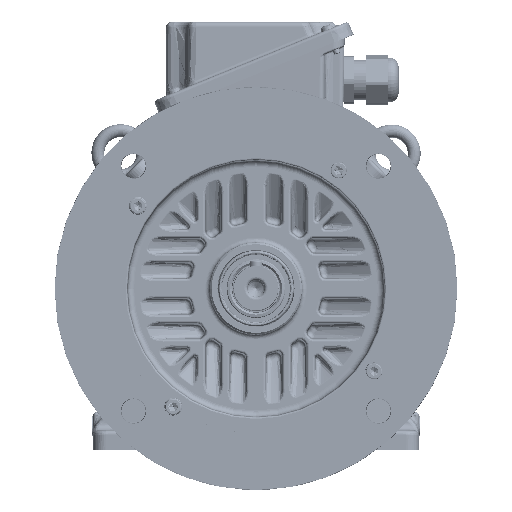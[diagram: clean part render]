
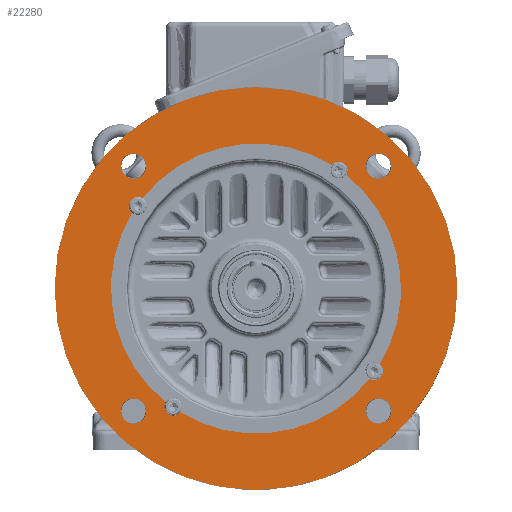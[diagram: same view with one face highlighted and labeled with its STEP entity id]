
A CAD part, top view. The second image highlights one B-rep face of the part: STEP entity #22280.
In plain terms, the highlighted planar face has unit normal (0, 0, 1).
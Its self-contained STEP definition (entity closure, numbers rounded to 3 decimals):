
#8848=PLANE('',#86143);
#9538=FACE_BOUND('',#31616,.T.);
#9539=FACE_BOUND('',#31617,.T.);
#9540=FACE_BOUND('',#31618,.T.);
#9541=FACE_BOUND('',#31619,.T.);
#9542=FACE_BOUND('',#31620,.T.);
#9543=FACE_BOUND('',#31621,.T.);
#22280=ADVANCED_FACE('',(#9538,#9539,#9540,#9541,#9542,#9543),#8848,.T.);
#31616=EDGE_LOOP('',(#51376,#51377,#51378,#51379,#51380,#51381,#51382,#51383));
#31617=EDGE_LOOP('',(#51384));
#31618=EDGE_LOOP('',(#51385));
#31619=EDGE_LOOP('',(#51386));
#31620=EDGE_LOOP('',(#51387));
#31621=EDGE_LOOP('',(#51388));
#51376=ORIENTED_EDGE('',*,*,#73310,.F.);
#51377=ORIENTED_EDGE('',*,*,#73311,.T.);
#51378=ORIENTED_EDGE('',*,*,#73294,.F.);
#51379=ORIENTED_EDGE('',*,*,#73312,.T.);
#51380=ORIENTED_EDGE('',*,*,#73299,.F.);
#51381=ORIENTED_EDGE('',*,*,#73313,.T.);
#51382=ORIENTED_EDGE('',*,*,#73304,.F.);
#51383=ORIENTED_EDGE('',*,*,#73314,.T.);
#51384=ORIENTED_EDGE('',*,*,#73315,.F.);
#51385=ORIENTED_EDGE('',*,*,#73316,.T.);
#51386=ORIENTED_EDGE('',*,*,#73317,.T.);
#51387=ORIENTED_EDGE('',*,*,#73318,.T.);
#51388=ORIENTED_EDGE('',*,*,#73319,.T.);
#61470=VERTEX_POINT('',#182276);
#61471=VERTEX_POINT('',#182277);
#61475=VERTEX_POINT('',#182287);
#61476=VERTEX_POINT('',#182288);
#61480=VERTEX_POINT('',#182298);
#61481=VERTEX_POINT('',#182299);
#61486=VERTEX_POINT('',#182312);
#61487=VERTEX_POINT('',#182313);
#61488=VERTEX_POINT('',#182319);
#61489=VERTEX_POINT('',#182321);
#61490=VERTEX_POINT('',#182323);
#61491=VERTEX_POINT('',#182325);
#61492=VERTEX_POINT('',#182327);
#73294=EDGE_CURVE('',#61470,#61471,#78582,.T.);
#73299=EDGE_CURVE('',#61475,#61476,#78585,.T.);
#73304=EDGE_CURVE('',#61480,#61481,#78588,.T.);
#73310=EDGE_CURVE('',#61486,#61487,#78592,.T.);
#73311=EDGE_CURVE('',#61486,#61471,#78593,.T.);
#73312=EDGE_CURVE('',#61470,#61476,#78594,.T.);
#73313=EDGE_CURVE('',#61475,#61481,#78595,.T.);
#73314=EDGE_CURVE('',#61480,#61487,#78596,.T.);
#73315=EDGE_CURVE('',#61488,#61488,#78597,.T.);
#73316=EDGE_CURVE('',#61489,#61489,#78598,.T.);
#73317=EDGE_CURVE('',#61490,#61490,#78599,.T.);
#73318=EDGE_CURVE('',#61491,#61491,#78600,.T.);
#73319=EDGE_CURVE('',#61492,#61492,#78601,.T.);
#78582=CIRCLE('',#86119,5.5);
#78585=CIRCLE('',#86123,5.5);
#78588=CIRCLE('',#86127,5.5);
#78592=CIRCLE('',#86133,5.5);
#78593=CIRCLE('',#86134,90.);
#78594=CIRCLE('',#86135,90.);
#78595=CIRCLE('',#86136,90.);
#78596=CIRCLE('',#86137,90.);
#78597=CIRCLE('',#86138,125.);
#78598=CIRCLE('',#86139,7.834);
#78599=CIRCLE('',#86140,7.834);
#78600=CIRCLE('',#86141,7.834);
#78601=CIRCLE('',#86142,7.834);
#86119=AXIS2_PLACEMENT_3D('',#182275,#104270,#104271);
#86123=AXIS2_PLACEMENT_3D('',#182286,#104280,#104281);
#86127=AXIS2_PLACEMENT_3D('',#182297,#104290,#104291);
#86133=AXIS2_PLACEMENT_3D('',#182311,#104304,#104305);
#86134=AXIS2_PLACEMENT_3D('',#182314,#104306,#104307);
#86135=AXIS2_PLACEMENT_3D('',#182315,#104308,#104309);
#86136=AXIS2_PLACEMENT_3D('',#182316,#104310,#104311);
#86137=AXIS2_PLACEMENT_3D('',#182317,#104312,#104313);
#86138=AXIS2_PLACEMENT_3D('',#182318,#104314,#104315);
#86139=AXIS2_PLACEMENT_3D('',#182320,#104316,#104317);
#86140=AXIS2_PLACEMENT_3D('',#182322,#104318,#104319);
#86141=AXIS2_PLACEMENT_3D('',#182324,#104320,#104321);
#86142=AXIS2_PLACEMENT_3D('',#182326,#104322,#104323);
#86143=AXIS2_PLACEMENT_3D('',#182328,#104324,#104325);
#104270=DIRECTION('',(0.,0.,1.));
#104271=DIRECTION('',(1.,0.,0.));
#104280=DIRECTION('',(0.,0.,1.));
#104281=DIRECTION('',(1.,0.,0.));
#104290=DIRECTION('',(0.,0.,1.));
#104291=DIRECTION('',(1.,0.,0.));
#104304=DIRECTION('',(0.,0.,1.));
#104305=DIRECTION('',(1.,0.,0.));
#104306=DIRECTION('',(0.,0.,-1.));
#104307=DIRECTION('',(1.,0.,0.));
#104308=DIRECTION('',(0.,0.,-1.));
#104309=DIRECTION('',(1.,0.,0.));
#104310=DIRECTION('',(0.,0.,-1.));
#104311=DIRECTION('',(1.,0.,0.));
#104312=DIRECTION('',(0.,0.,-1.));
#104313=DIRECTION('',(1.,0.,0.));
#104314=DIRECTION('',(0.,0.,-1.));
#104315=DIRECTION('',(1.,0.,0.));
#104316=DIRECTION('',(0.,0.,-1.));
#104317=DIRECTION('',(1.,0.,0.));
#104318=DIRECTION('',(0.,0.,-1.));
#104319=DIRECTION('',(1.,0.,0.));
#104320=DIRECTION('',(0.,0.,-1.));
#104321=DIRECTION('',(1.,0.,0.));
#104322=DIRECTION('',(0.,0.,-1.));
#104323=DIRECTION('',(1.,0.,0.));
#104324=DIRECTION('',(0.,0.,1.));
#104325=DIRECTION('',(1.,0.,0.));
#182275=CARTESIAN_POINT('',(-51.335,-73.314,0.));
#182276=CARTESIAN_POINT('',(-56.023,-70.437,0.));
#182277=CARTESIAN_POINT('',(-47.029,-76.735,0.));
#182286=CARTESIAN_POINT('',(-73.314,51.335,0.));
#182287=CARTESIAN_POINT('',(-70.437,56.023,0.));
#182288=CARTESIAN_POINT('',(-76.735,47.029,0.));
#182297=CARTESIAN_POINT('',(51.335,73.314,0.));
#182298=CARTESIAN_POINT('',(56.023,70.437,0.));
#182299=CARTESIAN_POINT('',(47.029,76.735,0.));
#182311=CARTESIAN_POINT('',(73.314,-51.335,0.));
#182312=CARTESIAN_POINT('',(70.437,-56.023,0.));
#182313=CARTESIAN_POINT('',(76.735,-47.029,0.));
#182314=CARTESIAN_POINT('',(0.,0.,0.));
#182315=CARTESIAN_POINT('',(0.,0.,0.));
#182316=CARTESIAN_POINT('',(0.,0.,0.));
#182317=CARTESIAN_POINT('',(0.,0.,0.));
#182318=CARTESIAN_POINT('',(0.,0.,0.));
#182319=CARTESIAN_POINT('',(125.,0.,0.));
#182320=CARTESIAN_POINT('',(76.014,76.014,0.));
#182321=CARTESIAN_POINT('',(83.848,76.014,0.));
#182322=CARTESIAN_POINT('',(76.014,-76.014,0.));
#182323=CARTESIAN_POINT('',(83.848,-76.014,0.));
#182324=CARTESIAN_POINT('',(-76.014,-76.014,0.));
#182325=CARTESIAN_POINT('',(-68.18,-76.014,0.));
#182326=CARTESIAN_POINT('',(-76.014,76.014,0.));
#182327=CARTESIAN_POINT('',(-68.18,76.014,0.));
#182328=CARTESIAN_POINT('',(0.,90.,0.));
